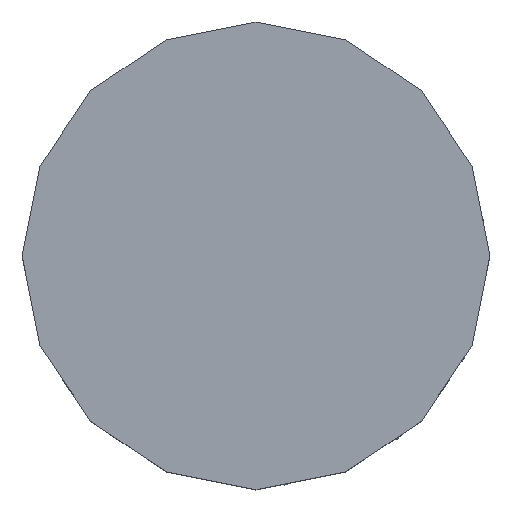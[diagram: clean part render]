
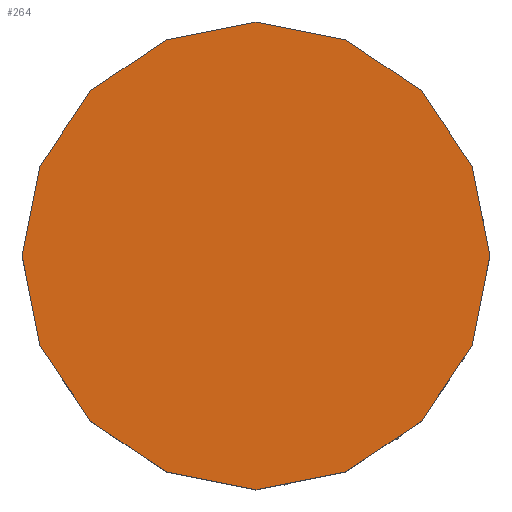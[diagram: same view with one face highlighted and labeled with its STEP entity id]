
A CAD part, top view. The second image highlights one B-rep face of the part: STEP entity #264.
In plain terms, the highlighted planar face has unit normal (0, 0, 1).
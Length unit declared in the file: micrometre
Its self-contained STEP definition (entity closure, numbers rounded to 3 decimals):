
#264 = ADVANCED_FACE( '', ( #460 ), #461, .T. );
#460 = FACE_OUTER_BOUND( '', #1992, .T. );
#461 = PLANE( '', #1993 );
#1992 = EDGE_LOOP( '', ( #5056, #5057, #5058, #5059 ) );
#1993 = AXIS2_PLACEMENT_3D( '', #5060, #5061, #5062 );
#5056 = ORIENTED_EDGE( '', *, *, #8129, .T. );
#5057 = ORIENTED_EDGE( '', *, *, #8133, .T. );
#5058 = ORIENTED_EDGE( '', *, *, #8134, .T. );
#5059 = ORIENTED_EDGE( '', *, *, #8135, .T. );
#5060 = CARTESIAN_POINT( '', ( -0.02, -0.02, 0.01 ) );
#5061 = DIRECTION( '', ( 0., 0., 1. ) );
#5062 = DIRECTION( '', ( 1., 0., 0. ) );
#8129 = EDGE_CURVE( '', #17291, #17295, #17297, .F. );
#8133 = EDGE_CURVE( '', #17295, #17303, #17304, .F. );
#8134 = EDGE_CURVE( '', #17303, #17305, #17306, .F. );
#8135 = EDGE_CURVE( '', #17305, #17291, #17307, .F. );
#17291 = VERTEX_POINT( '', #19607 );
#17295 = VERTEX_POINT( '', #19612 );
#17297 = CIRCLE( '', #19615, 0.02 );
#17303 = VERTEX_POINT( '', #19621 );
#17304 = CIRCLE( '', #19622, 0.02 );
#17305 = VERTEX_POINT( '', #19623 );
#17306 = CIRCLE( '', #19624, 0.02 );
#17307 = CIRCLE( '', #19625, 0.02 );
#19607 = CARTESIAN_POINT( '', ( 0., -0.02, 0.01 ) );
#19612 = CARTESIAN_POINT( '', ( 0.02, 0., 0.01 ) );
#19615 = AXIS2_PLACEMENT_3D( '', #23083, #23084, #23085 );
#19621 = CARTESIAN_POINT( '', ( 0., 0.02, 0.01 ) );
#19622 = AXIS2_PLACEMENT_3D( '', #23095, #23096, #23097 );
#19623 = CARTESIAN_POINT( '', ( -0.02, 0., 0.01 ) );
#19624 = AXIS2_PLACEMENT_3D( '', #23098, #23099, #23100 );
#19625 = AXIS2_PLACEMENT_3D( '', #23101, #23102, #23103 );
#23083 = CARTESIAN_POINT( '', ( 0., 0., 0.01 ) );
#23084 = DIRECTION( '', ( 0., 0., -1. ) );
#23085 = DIRECTION( '', ( 1., 0., 0. ) );
#23095 = CARTESIAN_POINT( '', ( 0., 0., 0.01 ) );
#23096 = DIRECTION( '', ( 0., 0., -1. ) );
#23097 = DIRECTION( '', ( 1., 0., 0. ) );
#23098 = CARTESIAN_POINT( '', ( 0., 0., 0.01 ) );
#23099 = DIRECTION( '', ( 0., 0., -1. ) );
#23100 = DIRECTION( '', ( 1., 0., 0. ) );
#23101 = CARTESIAN_POINT( '', ( 0., 0., 0.01 ) );
#23102 = DIRECTION( '', ( 0., 0., -1. ) );
#23103 = DIRECTION( '', ( 1., 0., 0. ) );
